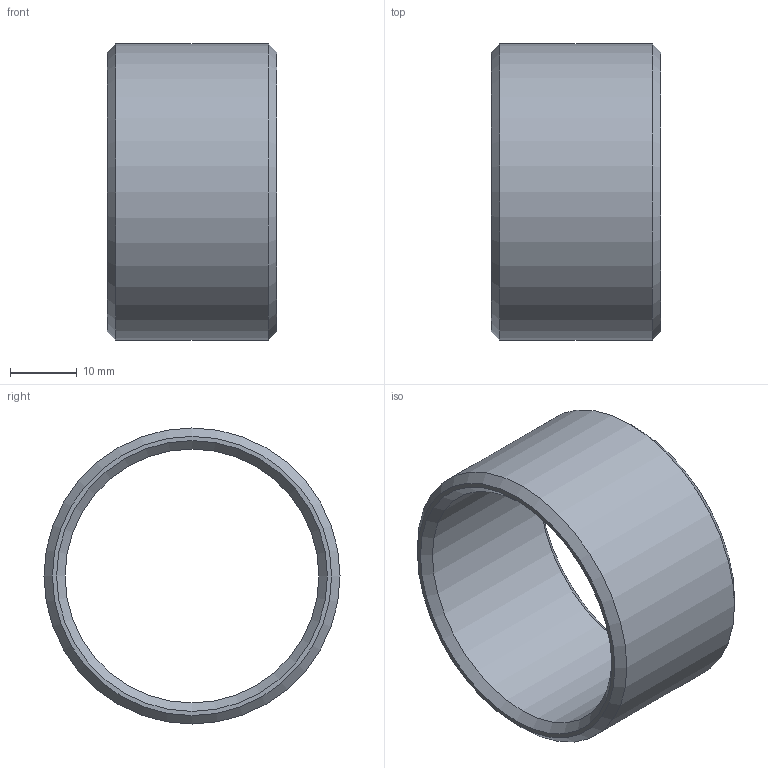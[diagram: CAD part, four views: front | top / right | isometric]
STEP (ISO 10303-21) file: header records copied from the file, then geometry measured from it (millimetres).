
FILE_DESCRIPTION( ( '' ), ' ' );
FILE_NAME( '5eac4462a92953155a812ce7.step', '2020-05-01T15:46:43', ( '' ), ( '' ), ' ', ' ', ' ' );
FILE_SCHEMA( ( 'AUTOMOTIVE_DESIGN { 1 0 10303 214 1 1 1 1 }' ) );
Length unit declared in the file: metre
Products named in the file (1): DBS24 - Flashlight Tube
Bounding box: 25.4 x 44.45 x 44.45 mm (x, y, z)
Volume: 10038.9 mm3; surface area: 7024.7 mm2
Topology: 1 solids, 1 shells, 8 faces, 14 edges, 8 vertices
Faces by surface type: cone 4, cylinder 2, plane 2
Full cylindrical faces by diameter (mm): 38.1 x1, 44.45 x1
Entity records: 248 total; most frequent: DIRECTION 34, CARTESIAN_POINT 25, AXIS2_PLACEMENT_3D 17, EDGE_LOOP 16, ORIENTED_EDGE 16, FACE_OUTER_BOUND 10, STYLED_ITEM 8, PRESENTATION_STYLE_ASSIGNMENT 8
